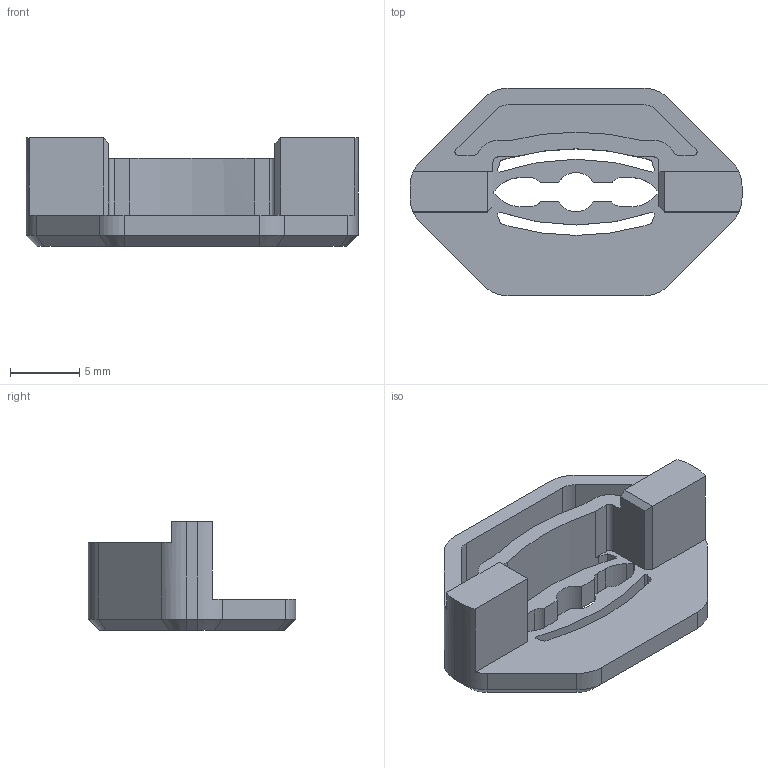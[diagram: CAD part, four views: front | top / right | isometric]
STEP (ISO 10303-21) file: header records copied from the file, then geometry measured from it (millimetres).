
FILE_DESCRIPTION(/* description */ (''),/* implementation_level */ '2;1');
FILE_NAME(/* name */ '1515 Lock Body 4mm v1.step',/* time_stamp */ '2022-03-14T16:24:35-04:00',/* author */ (''),/* organization */ (''),/* preprocessor_version */ 'ST-DEVELOPER v18.1',/* originating_system */ 'Autodesk Translation Framework v10.13.0.1454',/* authorisation */ '');
FILE_SCHEMA (('AUTOMOTIVE_DESIGN { 1 0 10303 214 3 1 1 }'));
Length unit declared in the file: millimetre
Products named in the file (1): 1515 Lock Body
Bounding box: 24 x 15 x 7.85 mm (x, y, z)
Volume: 961.7 mm3; surface area: 1255.3 mm2
Topology: 1 solids, 1 shells, 118 faces, 324 edges, 210 vertices
Faces by surface type: plane 63, cylinder 45, cone 10
Full cylindrical faces by diameter (mm): 1.125 x2
Entity records: 3805 total; most frequent: DIRECTION 678, CARTESIAN_POINT 653, ORIENTED_EDGE 648, EDGE_CURVE 324, AXIS2_PLACEMENT_3D 235, VERTEX_POINT 210, LINE 208, VECTOR 208
